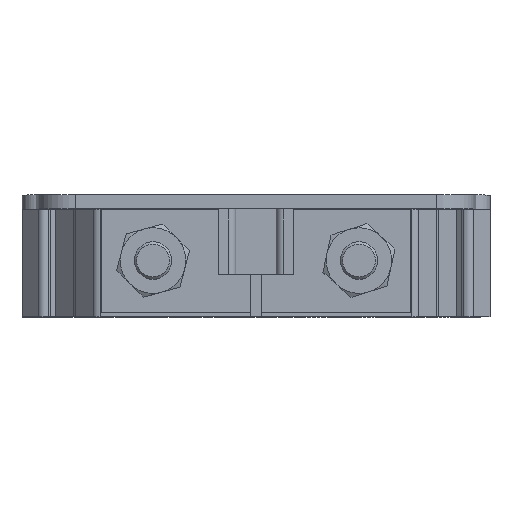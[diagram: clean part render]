
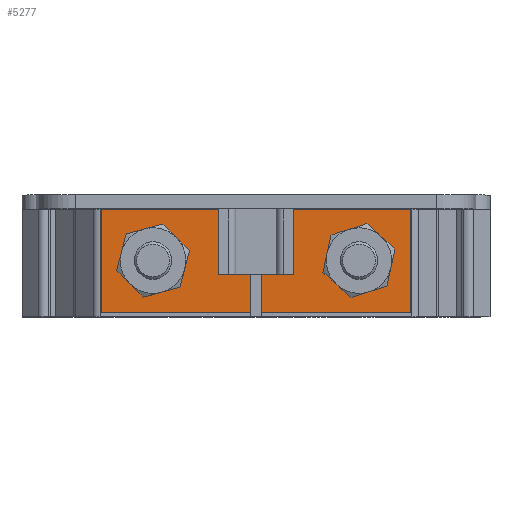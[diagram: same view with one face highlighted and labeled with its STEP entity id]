
A CAD part, top view. The second image highlights one B-rep face of the part: STEP entity #5277.
In plain terms, the highlighted planar face has unit normal (0, 0, 1).
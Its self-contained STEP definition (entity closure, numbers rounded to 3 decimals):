
#208=PLANE('',#5611);
#529=LINE('',#7632,#890);
#571=LINE('',#7788,#932);
#573=LINE('',#7792,#934);
#575=LINE('',#7796,#936);
#890=VECTOR('',#6471,1000.);
#932=VECTOR('',#6581,1000.);
#934=VECTOR('',#6585,1000.);
#936=VECTOR('',#6589,1000.);
#1925=ORIENTED_EDGE('',*,*,#2541,.T.);
#1926=ORIENTED_EDGE('',*,*,#2542,.T.);
#1927=ORIENTED_EDGE('',*,*,#2543,.T.);
#1928=ORIENTED_EDGE('',*,*,#2544,.T.);
#1929=ORIENTED_EDGE('',*,*,#2545,.T.);
#1930=ORIENTED_EDGE('',*,*,#2546,.T.);
#1931=ORIENTED_EDGE('',*,*,#2540,.T.);
#1932=ORIENTED_EDGE('',*,*,#2539,.T.);
#1933=ORIENTED_EDGE('',*,*,#2538,.T.);
#1934=ORIENTED_EDGE('',*,*,#2537,.T.);
#1935=ORIENTED_EDGE('',*,*,#2536,.T.);
#1936=ORIENTED_EDGE('',*,*,#2535,.T.);
#1937=ORIENTED_EDGE('',*,*,#2470,.F.);
#1938=ORIENTED_EDGE('',*,*,#2534,.F.);
#1939=ORIENTED_EDGE('',*,*,#2532,.T.);
#1940=ORIENTED_EDGE('',*,*,#2530,.T.);
#2470=EDGE_CURVE('',#2888,#2889,#529,.T.);
#2530=EDGE_CURVE('',#2921,#2889,#571,.T.);
#2532=EDGE_CURVE('',#2922,#2921,#573,.T.);
#2534=EDGE_CURVE('',#2922,#2888,#575,.T.);
#2535=EDGE_CURVE('',#2911,#2920,#3071,.F.);
#2536=EDGE_CURVE('',#2913,#2911,#3072,.F.);
#2537=EDGE_CURVE('',#2915,#2913,#3073,.F.);
#2538=EDGE_CURVE('',#2917,#2915,#3074,.F.);
#2539=EDGE_CURVE('',#2919,#2917,#3075,.F.);
#2540=EDGE_CURVE('',#2920,#2919,#3076,.F.);
#2541=EDGE_CURVE('',#2923,#2924,#3077,.F.);
#2542=EDGE_CURVE('',#2924,#2925,#3078,.F.);
#2543=EDGE_CURVE('',#2925,#2926,#3079,.F.);
#2544=EDGE_CURVE('',#2926,#2927,#3080,.F.);
#2545=EDGE_CURVE('',#2927,#2928,#3081,.F.);
#2546=EDGE_CURVE('',#2928,#2923,#3082,.F.);
#2888=VERTEX_POINT('',#7631);
#2889=VERTEX_POINT('',#7633);
#2911=VERTEX_POINT('',#7724);
#2913=VERTEX_POINT('',#7736);
#2915=VERTEX_POINT('',#7748);
#2917=VERTEX_POINT('',#7760);
#2919=VERTEX_POINT('',#7772);
#2920=VERTEX_POINT('',#7782);
#2921=VERTEX_POINT('',#7789);
#2922=VERTEX_POINT('',#7793);
#2923=VERTEX_POINT('',#7811);
#2924=VERTEX_POINT('',#7812);
#2925=VERTEX_POINT('',#7814);
#2926=VERTEX_POINT('',#7816);
#2927=VERTEX_POINT('',#7818);
#2928=VERTEX_POINT('',#7820);
#3071=CIRCLE('',#5600,3.5);
#3072=CIRCLE('',#5602,3.5);
#3073=CIRCLE('',#5604,3.5);
#3074=CIRCLE('',#5606,3.5);
#3075=CIRCLE('',#5608,3.5);
#3076=CIRCLE('',#5610,3.5);
#3077=CIRCLE('',#5612,3.5);
#3078=CIRCLE('',#5613,3.5);
#3079=CIRCLE('',#5614,3.5);
#3080=CIRCLE('',#5615,3.5);
#3081=CIRCLE('',#5616,3.5);
#3082=CIRCLE('',#5617,3.5);
#3287=EDGE_LOOP('',(#1925,#1926,#1927,#1928,#1929,#1930));
#3288=EDGE_LOOP('',(#1931,#1932,#1933,#1934,#1935,#1936));
#3289=EDGE_LOOP('',(#1937,#1938,#1939,#1940));
#3520=FACE_BOUND('',#3287,.T.);
#3521=FACE_BOUND('',#3288,.T.);
#3522=FACE_BOUND('',#3289,.T.);
#5277=ADVANCED_FACE('',(#3520,#3521,#3522),#208,.T.);
#5600=AXIS2_PLACEMENT_3D('',#7798,#6592,#6593);
#5602=AXIS2_PLACEMENT_3D('',#7800,#6596,#6597);
#5604=AXIS2_PLACEMENT_3D('',#7802,#6600,#6601);
#5606=AXIS2_PLACEMENT_3D('',#7804,#6604,#6605);
#5608=AXIS2_PLACEMENT_3D('',#7806,#6608,#6609);
#5610=AXIS2_PLACEMENT_3D('',#7808,#6612,#6613);
#5611=AXIS2_PLACEMENT_3D('',#7809,#6614,#6615);
#5612=AXIS2_PLACEMENT_3D('',#7810,#6616,#6617);
#5613=AXIS2_PLACEMENT_3D('',#7813,#6618,#6619);
#5614=AXIS2_PLACEMENT_3D('',#7815,#6620,#6621);
#5615=AXIS2_PLACEMENT_3D('',#7817,#6622,#6623);
#5616=AXIS2_PLACEMENT_3D('',#7819,#6624,#6625);
#5617=AXIS2_PLACEMENT_3D('',#7821,#6626,#6627);
#6471=DIRECTION('',(1.,0.,0.));
#6581=DIRECTION('',(0.,1.,0.));
#6585=DIRECTION('',(1.,0.,0.));
#6589=DIRECTION('',(0.,1.,0.));
#6592=DIRECTION('',(0.,0.,1.));
#6593=DIRECTION('',(0.74,-0.672,0.));
#6596=DIRECTION('',(0.,0.,1.));
#6597=DIRECTION('',(0.74,-0.672,0.));
#6600=DIRECTION('',(0.,0.,1.));
#6601=DIRECTION('',(0.74,-0.672,0.));
#6604=DIRECTION('',(0.,0.,1.));
#6605=DIRECTION('',(0.74,-0.672,0.));
#6608=DIRECTION('',(0.,0.,1.));
#6609=DIRECTION('',(0.74,-0.672,0.));
#6612=DIRECTION('',(0.,0.,1.));
#6613=DIRECTION('',(0.74,-0.672,0.));
#6614=DIRECTION('',(0.,0.,1.));
#6615=DIRECTION('',(1.,0.,0.));
#6616=DIRECTION('',(0.,0.,1.));
#6617=DIRECTION('',(0.707,-0.707,0.));
#6618=DIRECTION('',(0.,0.,1.));
#6619=DIRECTION('',(0.707,-0.707,0.));
#6620=DIRECTION('',(0.,0.,1.));
#6621=DIRECTION('',(0.707,-0.707,0.));
#6622=DIRECTION('',(0.,0.,1.));
#6623=DIRECTION('',(0.707,-0.707,0.));
#6624=DIRECTION('',(0.,0.,1.));
#6625=DIRECTION('',(0.707,-0.707,0.));
#6626=DIRECTION('',(0.,0.,1.));
#6627=DIRECTION('',(0.707,-0.707,0.));
#7631=CARTESIAN_POINT('',(-16.5,11.5,3.1));
#7632=CARTESIAN_POINT('',(-16.5,11.5,3.1));
#7633=CARTESIAN_POINT('',(16.5,11.5,3.1));
#7724=CARTESIAN_POINT('',(13.353,8.591,3.1));
#7736=CARTESIAN_POINT('',(9.932,9.333,3.1));
#7748=CARTESIAN_POINT('',(7.58,6.742,3.1));
#7760=CARTESIAN_POINT('',(8.647,3.409,3.1));
#7772=CARTESIAN_POINT('',(12.068,2.667,3.1));
#7782=CARTESIAN_POINT('',(14.42,5.258,3.1));
#7788=CARTESIAN_POINT('',(16.5,0.5,3.1));
#7789=CARTESIAN_POINT('',(16.5,0.5,3.1));
#7792=CARTESIAN_POINT('',(-16.5,0.5,3.1));
#7793=CARTESIAN_POINT('',(-16.5,0.5,3.1));
#7796=CARTESIAN_POINT('',(-16.5,0.5,3.1));
#7798=CARTESIAN_POINT('',(11.,6.,3.1));
#7800=CARTESIAN_POINT('',(11.,6.,3.1));
#7802=CARTESIAN_POINT('',(11.,6.,3.1));
#7804=CARTESIAN_POINT('',(11.,6.,3.1));
#7806=CARTESIAN_POINT('',(11.,6.,3.1));
#7808=CARTESIAN_POINT('',(11.,6.,3.1));
#7809=CARTESIAN_POINT('',(-16.5,0.5,3.1));
#7810=CARTESIAN_POINT('',(-11.,6.,3.1));
#7811=CARTESIAN_POINT('',(-7.619,5.094,3.1));
#7812=CARTESIAN_POINT('',(-10.094,2.619,3.1));
#7813=CARTESIAN_POINT('',(-11.,6.,3.1));
#7814=CARTESIAN_POINT('',(-13.475,3.525,3.1));
#7815=CARTESIAN_POINT('',(-11.,6.,3.1));
#7816=CARTESIAN_POINT('',(-14.381,6.906,3.1));
#7817=CARTESIAN_POINT('',(-11.,6.,3.1));
#7818=CARTESIAN_POINT('',(-11.906,9.381,3.1));
#7819=CARTESIAN_POINT('',(-11.,6.,3.1));
#7820=CARTESIAN_POINT('',(-8.525,8.475,3.1));
#7821=CARTESIAN_POINT('',(-11.,6.,3.1));
